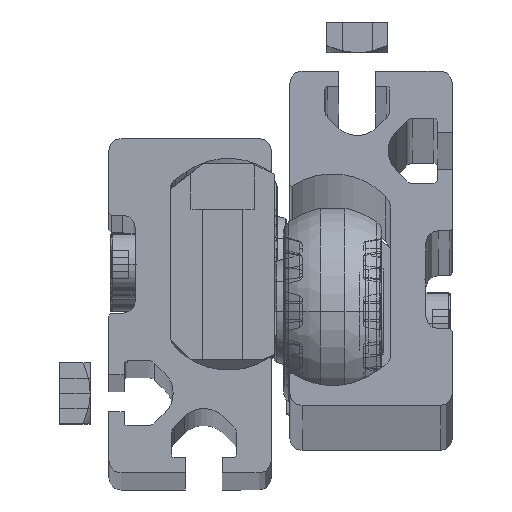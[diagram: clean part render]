
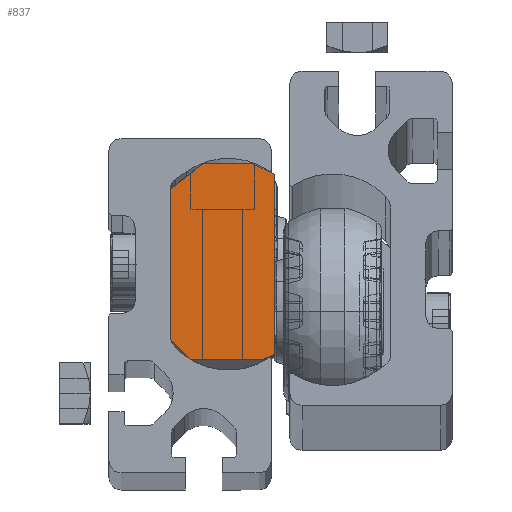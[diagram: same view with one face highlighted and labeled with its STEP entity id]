
A CAD part, top view. The second image highlights one B-rep face of the part: STEP entity #837.
In plain terms, the highlighted face is planar.
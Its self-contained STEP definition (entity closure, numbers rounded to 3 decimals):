
#222 = EDGE_CURVE ( 'NONE', #20838, #20502, #12559, .T. ) ;
#837 = ADVANCED_FACE ( 'NONE', ( #19448 ), #7983, .F. ) ;
#1289 = CARTESIAN_POINT ( 'NONE',  ( 19., 16.5, -4.6 ) ) ;
#1997 = CARTESIAN_POINT ( 'NONE',  ( 19., 16.5, 3. ) ) ;
#2571 = CARTESIAN_POINT ( 'NONE',  ( 19., -15.5, -6.7 ) ) ;
#2787 = DIRECTION ( 'NONE',  ( -1., 0., 0. ) ) ;
#3096 = LINE ( 'NONE', #1289, #11493 ) ;
#3878 = VECTOR ( 'NONE', #7285, 1000. ) ;
#4262 = DIRECTION ( 'NONE',  ( 0., -0.423, 0.906 ) ) ;
#4354 = ORIENTED_EDGE ( 'NONE', *, *, #16578, .F. ) ;
#4773 = EDGE_CURVE ( 'NONE', #23687, #4827, #3096, .T. ) ;
#4827 = VERTEX_POINT ( 'NONE', #1997 ) ;
#5048 = VECTOR ( 'NONE', #8760, 1000. ) ;
#5496 = CARTESIAN_POINT ( 'NONE',  ( 19., -12.2, 8.5 ) ) ;
#6034 = LINE ( 'NONE', #20532, #20653 ) ;
#6986 = DIRECTION ( 'NONE',  ( 0., -0.423, -0.906 ) ) ;
#7285 = DIRECTION ( 'NONE',  ( 0., -0.707, -0.707 ) ) ;
#7420 = VERTEX_POINT ( 'NONE', #20339 ) ;
#7505 = CARTESIAN_POINT ( 'NONE',  ( 19., -15.5, 5.2 ) ) ;
#7983 = PLANE ( 'NONE',  #21746 ) ;
#8057 = EDGE_CURVE ( 'NONE', #15287, #15365, #13955, .T. ) ;
#8305 = EDGE_CURVE ( 'NONE', #14020, #4827, #6034, .T. ) ;
#8327 = DIRECTION ( 'NONE',  ( 0., 0., 1. ) ) ;
#8622 = DIRECTION ( 'NONE',  ( 0., 0., 1. ) ) ;
#8677 = DIRECTION ( 'NONE',  ( 0., 0., -1. ) ) ;
#8760 = DIRECTION ( 'NONE',  ( 0., 1., 0. ) ) ;
#9638 = DIRECTION ( 'NONE',  ( 0., 0.616, -0.788 ) ) ;
#10763 = ORIENTED_EDGE ( 'NONE', *, *, #8305, .F. ) ;
#11493 = VECTOR ( 'NONE', #8622, 1000. ) ;
#12464 = CARTESIAN_POINT ( 'NONE',  ( 19., 14.681, -8.5 ) ) ;
#12559 = LINE ( 'NONE', #17605, #20578 ) ;
#12595 = LINE ( 'NONE', #14072, #16720 ) ;
#12725 = VECTOR ( 'NONE', #4262, 1000. ) ;
#13366 = LINE ( 'NONE', #20688, #12725 ) ;
#13816 = CARTESIAN_POINT ( 'NONE',  ( 19., 1.5, 22.2 ) ) ;
#13955 = LINE ( 'NONE', #21256, #17550 ) ;
#14020 = VERTEX_POINT ( 'NONE', #21244 ) ;
#14072 = CARTESIAN_POINT ( 'NONE',  ( 19., 16.5, -4.6 ) ) ;
#14299 = EDGE_CURVE ( 'NONE', #7420, #14020, #14512, .T. ) ;
#14512 = LINE ( 'NONE', #17750, #5048 ) ;
#14990 = EDGE_CURVE ( 'NONE', #7420, #15287, #19872, .T. ) ;
#15287 = VERTEX_POINT ( 'NONE', #7505 ) ;
#15365 = VERTEX_POINT ( 'NONE', #2571 ) ;
#16470 = ORIENTED_EDGE ( 'NONE', *, *, #222, .F. ) ;
#16538 = CARTESIAN_POINT ( 'NONE',  ( 19., 16.5, -4.6 ) ) ;
#16578 = EDGE_CURVE ( 'NONE', #20502, #15365, #13366, .T. ) ;
#16720 = VECTOR ( 'NONE', #6986, 1000. ) ;
#17147 = ORIENTED_EDGE ( 'NONE', *, *, #8057, .T. ) ;
#17550 = VECTOR ( 'NONE', #8677, 1000. ) ;
#17605 = CARTESIAN_POINT ( 'NONE',  ( 19., 14.681, -8.5 ) ) ;
#17750 = CARTESIAN_POINT ( 'NONE',  ( 19., -12.2, 8.5 ) ) ;
#17782 = EDGE_CURVE ( 'NONE', #23687, #20838, #12595, .T. ) ;
#18607 = CARTESIAN_POINT ( 'NONE',  ( 19., -14.661, -8.5 ) ) ;
#19072 = EDGE_LOOP ( 'NONE', ( #10763, #22700, #20409, #17147, #4354, #16470, #20088, #23272 ) ) ;
#19448 = FACE_OUTER_BOUND ( 'NONE', #19072, .T. ) ;
#19872 = LINE ( 'NONE', #5496, #3878 ) ;
#20088 = ORIENTED_EDGE ( 'NONE', *, *, #17782, .F. ) ;
#20339 = CARTESIAN_POINT ( 'NONE',  ( 19., -12.2, 8.5 ) ) ;
#20409 = ORIENTED_EDGE ( 'NONE', *, *, #14990, .T. ) ;
#20502 = VERTEX_POINT ( 'NONE', #18607 ) ;
#20532 = CARTESIAN_POINT ( 'NONE',  ( 19., 12.203, 8.5 ) ) ;
#20578 = VECTOR ( 'NONE', #21219, 1000. ) ;
#20653 = VECTOR ( 'NONE', #9638, 1000. ) ;
#20688 = CARTESIAN_POINT ( 'NONE',  ( 19., -14.661, -8.5 ) ) ;
#20838 = VERTEX_POINT ( 'NONE', #12464 ) ;
#21219 = DIRECTION ( 'NONE',  ( 0., -1., 0. ) ) ;
#21244 = CARTESIAN_POINT ( 'NONE',  ( 19., 12.203, 8.5 ) ) ;
#21256 = CARTESIAN_POINT ( 'NONE',  ( 19., -15.5, 5.2 ) ) ;
#21746 = AXIS2_PLACEMENT_3D ( 'NONE', #13816, #2787, #8327 ) ;
#22700 = ORIENTED_EDGE ( 'NONE', *, *, #14299, .F. ) ;
#23272 = ORIENTED_EDGE ( 'NONE', *, *, #4773, .T. ) ;
#23687 = VERTEX_POINT ( 'NONE', #16538 ) ;
